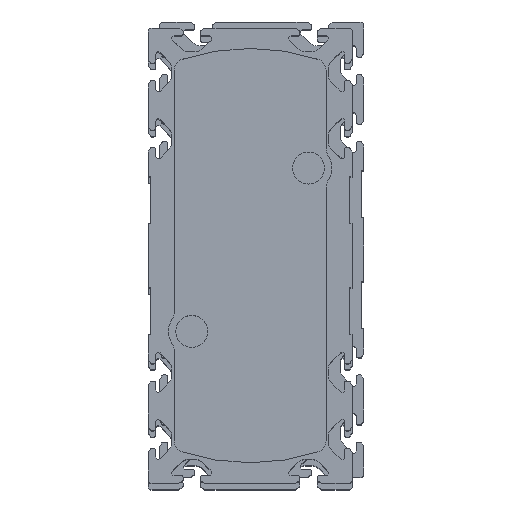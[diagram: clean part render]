
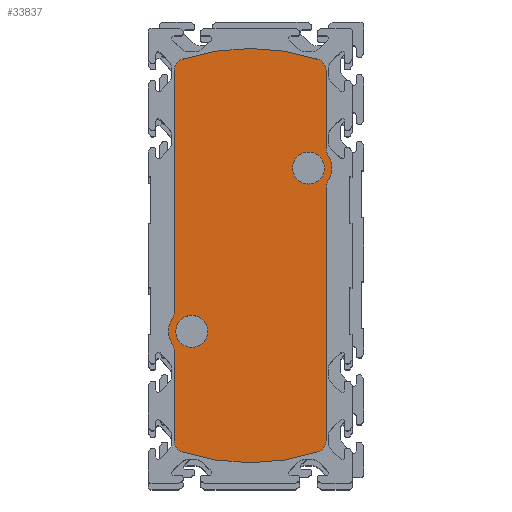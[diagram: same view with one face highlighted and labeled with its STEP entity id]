
A CAD part, top view. The second image highlights one B-rep face of the part: STEP entity #33837.
In plain terms, the highlighted face is planar.
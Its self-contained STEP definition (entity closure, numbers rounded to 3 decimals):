
#2128=LINE('',#49687,#4310);
#2133=LINE('',#49703,#4315);
#2138=LINE('',#49719,#4320);
#2142=LINE('',#49733,#4324);
#4310=VECTOR('',#41746,1000.);
#4315=VECTOR('',#41765,1000.);
#4320=VECTOR('',#41784,1000.);
#4324=VECTOR('',#41802,1000.);
#5496=PLANE('',#36027);
#6523=CIRCLE('',#36000,2.);
#6524=CIRCLE('',#36002,37.5);
#6525=CIRCLE('',#36004,2.);
#6526=CIRCLE('',#36007,2.);
#6527=CIRCLE('',#36009,4.);
#6528=CIRCLE('',#36011,2.);
#6529=CIRCLE('',#36014,2.);
#6530=CIRCLE('',#36016,37.5);
#6531=CIRCLE('',#36018,2.);
#6532=CIRCLE('',#36021,2.);
#6533=CIRCLE('',#36023,4.);
#6534=CIRCLE('',#36025,2.);
#6535=CIRCLE('',#36028,2.75);
#6536=CIRCLE('',#36029,2.75);
#11599=ORIENTED_EDGE('',*,*,#16672,.F.);
#11600=ORIENTED_EDGE('',*,*,#16673,.F.);
#11601=ORIENTED_EDGE('',*,*,#16642,.F.);
#11602=ORIENTED_EDGE('',*,*,#16671,.F.);
#11603=ORIENTED_EDGE('',*,*,#16669,.T.);
#11604=ORIENTED_EDGE('',*,*,#16668,.F.);
#11605=ORIENTED_EDGE('',*,*,#16665,.T.);
#11606=ORIENTED_EDGE('',*,*,#16664,.F.);
#11607=ORIENTED_EDGE('',*,*,#16662,.F.);
#11608=ORIENTED_EDGE('',*,*,#16660,.F.);
#11609=ORIENTED_EDGE('',*,*,#16658,.F.);
#11610=ORIENTED_EDGE('',*,*,#16656,.F.);
#11611=ORIENTED_EDGE('',*,*,#16653,.T.);
#11612=ORIENTED_EDGE('',*,*,#16652,.F.);
#11613=ORIENTED_EDGE('',*,*,#16649,.T.);
#11614=ORIENTED_EDGE('',*,*,#16648,.F.);
#11615=ORIENTED_EDGE('',*,*,#16646,.F.);
#11616=ORIENTED_EDGE('',*,*,#16644,.F.);
#16642=EDGE_CURVE('',#19524,#19523,#6523,.T.);
#16644=EDGE_CURVE('',#19523,#19525,#6524,.T.);
#16646=EDGE_CURVE('',#19525,#19526,#6525,.T.);
#16648=EDGE_CURVE('',#19526,#19527,#2128,.T.);
#16649=EDGE_CURVE('',#19528,#19527,#6526,.T.);
#16652=EDGE_CURVE('',#19528,#19529,#6527,.T.);
#16653=EDGE_CURVE('',#19530,#19529,#6528,.T.);
#16656=EDGE_CURVE('',#19530,#19531,#2133,.T.);
#16658=EDGE_CURVE('',#19531,#19532,#6529,.T.);
#16660=EDGE_CURVE('',#19532,#19533,#6530,.T.);
#16662=EDGE_CURVE('',#19533,#19534,#6531,.T.);
#16664=EDGE_CURVE('',#19534,#19535,#2138,.T.);
#16665=EDGE_CURVE('',#19536,#19535,#6532,.T.);
#16668=EDGE_CURVE('',#19536,#19537,#6533,.T.);
#16669=EDGE_CURVE('',#19538,#19537,#6534,.T.);
#16671=EDGE_CURVE('',#19538,#19524,#2142,.T.);
#16672=EDGE_CURVE('',#19539,#19539,#6535,.F.);
#16673=EDGE_CURVE('',#19540,#19540,#6536,.F.);
#19523=VERTEX_POINT('',#49672);
#19524=VERTEX_POINT('',#49674);
#19525=VERTEX_POINT('',#49678);
#19526=VERTEX_POINT('',#49682);
#19527=VERTEX_POINT('',#49686);
#19528=VERTEX_POINT('',#49690);
#19529=VERTEX_POINT('',#49694);
#19530=VERTEX_POINT('',#49698);
#19531=VERTEX_POINT('',#49702);
#19532=VERTEX_POINT('',#49706);
#19533=VERTEX_POINT('',#49710);
#19534=VERTEX_POINT('',#49714);
#19535=VERTEX_POINT('',#49718);
#19536=VERTEX_POINT('',#49722);
#19537=VERTEX_POINT('',#49726);
#19538=VERTEX_POINT('',#49730);
#19539=VERTEX_POINT('',#49736);
#19540=VERTEX_POINT('',#49738);
#21450=EDGE_LOOP('',(#11599));
#21451=EDGE_LOOP('',(#11600));
#21452=EDGE_LOOP('',(#11601,#11602,#11603,#11604,#11605,#11606,#11607,#11608,
#11609,#11610,#11611,#11612,#11613,#11614,#11615,#11616));
#22992=FACE_BOUND('',#21450,.T.);
#22993=FACE_BOUND('',#21451,.T.);
#22994=FACE_BOUND('',#21452,.T.);
#33837=ADVANCED_FACE('',(#22992,#22993,#22994),#5496,.F.);
#36000=AXIS2_PLACEMENT_3D('',#49675,#41731,#41732);
#36002=AXIS2_PLACEMENT_3D('',#49679,#41736,#41737);
#36004=AXIS2_PLACEMENT_3D('',#49683,#41741,#41742);
#36007=AXIS2_PLACEMENT_3D('',#49689,#41749,#41750);
#36009=AXIS2_PLACEMENT_3D('',#49695,#41755,#41756);
#36011=AXIS2_PLACEMENT_3D('',#49697,#41759,#41760);
#36014=AXIS2_PLACEMENT_3D('',#49707,#41769,#41770);
#36016=AXIS2_PLACEMENT_3D('',#49711,#41774,#41775);
#36018=AXIS2_PLACEMENT_3D('',#49715,#41779,#41780);
#36021=AXIS2_PLACEMENT_3D('',#49721,#41787,#41788);
#36023=AXIS2_PLACEMENT_3D('',#49727,#41793,#41794);
#36025=AXIS2_PLACEMENT_3D('',#49729,#41797,#41798);
#36027=AXIS2_PLACEMENT_3D('',#49734,#41803,#41804);
#36028=AXIS2_PLACEMENT_3D('',#49735,#41805,#41806);
#36029=AXIS2_PLACEMENT_3D('',#49737,#41807,#41808);
#41731=DIRECTION('',(0.,0.,1.));
#41732=DIRECTION('',(1.,0.,0.));
#41736=DIRECTION('',(0.,0.,1.));
#41737=DIRECTION('',(1.,0.,0.));
#41741=DIRECTION('',(0.,0.,1.));
#41742=DIRECTION('',(1.,0.,0.));
#41746=DIRECTION('',(1.,0.,0.));
#41749=DIRECTION('',(0.,0.,1.));
#41750=DIRECTION('',(1.,0.,0.));
#41755=DIRECTION('',(0.,0.,1.));
#41756=DIRECTION('',(1.,0.,0.));
#41759=DIRECTION('',(0.,0.,1.));
#41760=DIRECTION('',(1.,0.,0.));
#41765=DIRECTION('',(1.,0.,0.));
#41769=DIRECTION('',(0.,0.,1.));
#41770=DIRECTION('',(1.,0.,0.));
#41774=DIRECTION('',(0.,0.,1.));
#41775=DIRECTION('',(1.,0.,0.));
#41779=DIRECTION('',(0.,0.,1.));
#41780=DIRECTION('',(1.,0.,0.));
#41784=DIRECTION('',(-1.,0.,0.));
#41787=DIRECTION('',(0.,0.,1.));
#41788=DIRECTION('',(1.,0.,0.));
#41793=DIRECTION('',(0.,0.,1.));
#41794=DIRECTION('',(1.,0.,0.));
#41797=DIRECTION('',(0.,0.,1.));
#41798=DIRECTION('',(1.,0.,0.));
#41802=DIRECTION('',(-1.,0.,0.));
#41803=DIRECTION('',(0.,0.,1.));
#41804=DIRECTION('',(1.,0.,0.));
#41805=DIRECTION('',(0.,0.,1.));
#41806=DIRECTION('',(1.,0.,0.));
#41807=DIRECTION('',(0.,0.,1.));
#41808=DIRECTION('',(1.,0.,0.));
#49672=CARTESIAN_POINT('',(-33.654,11.62,-628.5));
#49674=CARTESIAN_POINT('',(-31.753,13.,-628.5));
#49675=CARTESIAN_POINT('',(-31.753,11.,-628.5));
#49678=CARTESIAN_POINT('',(-33.654,-11.62,-628.5));
#49679=CARTESIAN_POINT('',(2.,0.,-628.5));
#49682=CARTESIAN_POINT('',(-31.753,-13.,-628.5));
#49683=CARTESIAN_POINT('',(-31.753,-11.,-628.5));
#49686=CARTESIAN_POINT('',(-18.317,-13.,-628.5));
#49687=CARTESIAN_POINT('',(-31.753,-13.,-628.5));
#49689=CARTESIAN_POINT('',(-18.317,-15.,-628.5));
#49690=CARTESIAN_POINT('',(-17.211,-13.333,-628.5));
#49694=CARTESIAN_POINT('',(-12.789,-13.333,-628.5));
#49695=CARTESIAN_POINT('',(-15.,-10.,-628.5));
#49697=CARTESIAN_POINT('',(-11.683,-15.,-628.5));
#49698=CARTESIAN_POINT('',(-11.683,-13.,-628.5));
#49702=CARTESIAN_POINT('',(31.753,-13.,-628.5));
#49703=CARTESIAN_POINT('',(-11.683,-13.,-628.5));
#49706=CARTESIAN_POINT('',(33.654,-11.62,-628.5));
#49707=CARTESIAN_POINT('',(31.753,-11.,-628.5));
#49710=CARTESIAN_POINT('',(33.654,11.62,-628.5));
#49711=CARTESIAN_POINT('',(-2.,0.,-628.5));
#49714=CARTESIAN_POINT('',(31.753,13.,-628.5));
#49715=CARTESIAN_POINT('',(31.753,11.,-628.5));
#49718=CARTESIAN_POINT('',(16.317,13.,-628.5));
#49719=CARTESIAN_POINT('',(31.753,13.,-628.5));
#49721=CARTESIAN_POINT('',(16.317,15.,-628.5));
#49722=CARTESIAN_POINT('',(15.211,13.333,-628.5));
#49726=CARTESIAN_POINT('',(10.789,13.333,-628.5));
#49727=CARTESIAN_POINT('',(13.,10.,-628.5));
#49729=CARTESIAN_POINT('',(9.683,15.,-628.5));
#49730=CARTESIAN_POINT('',(9.683,13.,-628.5));
#49733=CARTESIAN_POINT('',(9.683,13.,-628.5));
#49734=CARTESIAN_POINT('',(-31.753,11.,-628.5));
#49735=CARTESIAN_POINT('',(-15.,-10.,-628.5));
#49736=CARTESIAN_POINT('',(-12.25,-10.,-628.5));
#49737=CARTESIAN_POINT('',(13.,10.,-628.5));
#49738=CARTESIAN_POINT('',(15.75,10.,-628.5));
